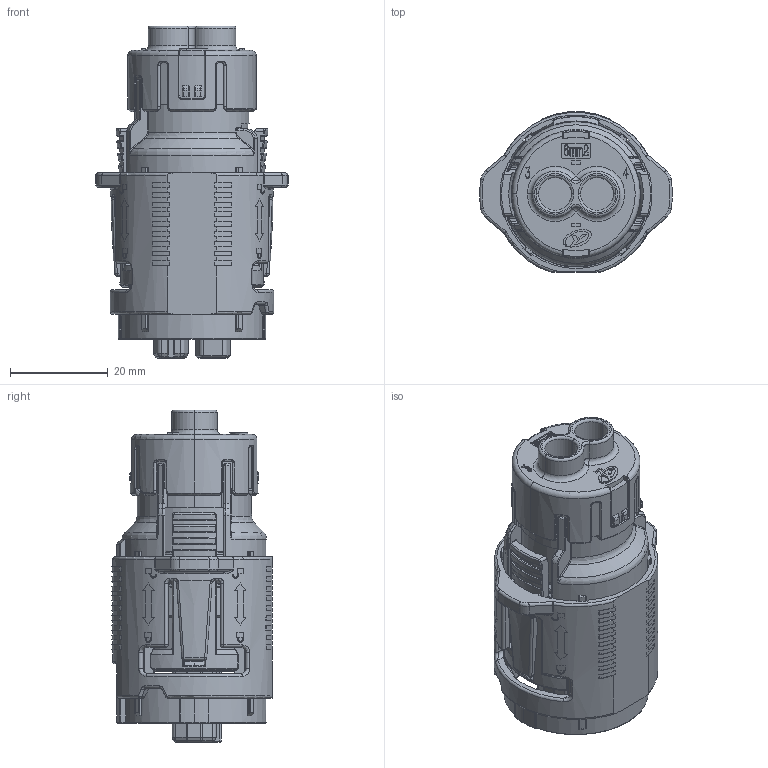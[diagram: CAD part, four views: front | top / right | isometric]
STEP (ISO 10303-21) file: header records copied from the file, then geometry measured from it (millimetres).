
FILE_DESCRIPTION (( 'STEP AP214' ), '1' );
FILE_NAME ('YG1176D脣芛郪璃.STEP', '2023-10-27T01:31:10', ( 'China' ), ( 'Microsoft' ), 'SwSTEP 2.0', 'SolidWorks 2018', '' );
FILE_SCHEMA (( 'AUTOMOTIVE_DESIGN' ));
Length unit declared in the file: millimetre
Products named in the file (1): YG1176D脣芛郪璃
Bounding box: 39.35 x 32.74 x 67.85 mm (x, y, z)
Volume: 30912.8 mm3; surface area: 20650.1 mm2
Topology: 1 solids, 4 shells, 3500 faces, 9392 edges, 5903 vertices
Faces by surface type: plane 1349, cylinder 849, bspline 766, torus 303, cone 145, sphere 88
Entity records: 175125 total; most frequent: CARTESIAN_POINT 54964, ORIENTED_EDGE 18612, DIRECTION 15317, EDGE_CURVE 9306, VERTEX_POINT 5881, AXIS2_PLACEMENT_3D 5381, LINE 4555, VECTOR 4555
